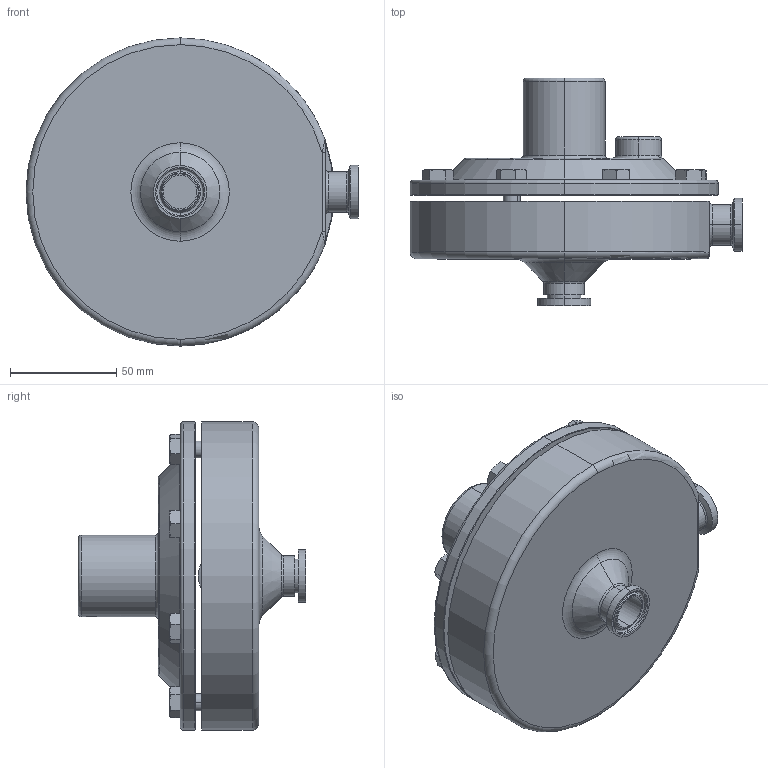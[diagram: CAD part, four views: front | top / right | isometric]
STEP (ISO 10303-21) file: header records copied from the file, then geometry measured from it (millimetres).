
FILE_DESCRIPTION (( 'STEP AP203' ), '1' );
FILE_NAME ('FB5CPM-075-6L.STEP', '2022-11-09T15:28:21', ( '' ), ( '' ), 'SwSTEP 2.0', 'SolidWorks 2022', '' );
FILE_SCHEMA (( 'CONFIG_CONTROL_DESIGN' ));
Length unit declared in the file: millimetre
Products named in the file (1): FB5CPM-075-6L
Bounding box: 155.96 x 107.01 x 144.78 mm (x, y, z)
Surface area: 73533.1 mm2 (no closed solid volume)
Topology: 0 solids, 13 shells, 205 faces, 525 edges, 334 vertices
Faces by surface type: plane 68, cone 64, torus 38, cylinder 32, bspline 3
Entity records: 7060 total; most frequent: CARTESIAN_POINT 2092, DIRECTION 1075, ORIENTED_EDGE 918, EDGE_CURVE 525, AXIS2_PLACEMENT_3D 462, VERTEX_POINT 334, CIRCLE 259, EDGE_LOOP 239
